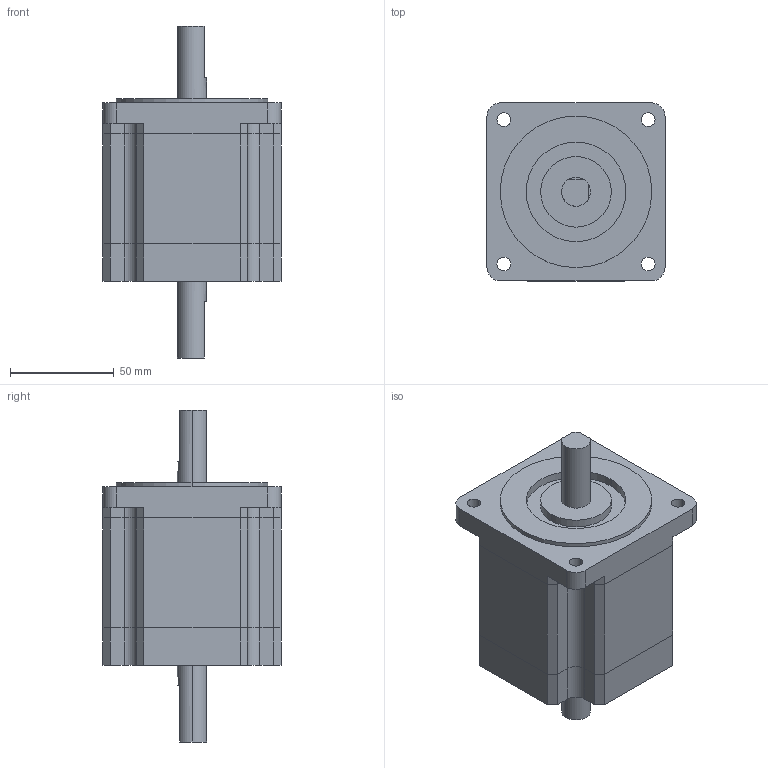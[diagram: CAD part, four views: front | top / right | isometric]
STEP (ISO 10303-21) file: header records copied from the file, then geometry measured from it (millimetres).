
FILE_DESCRIPTION (( 'STEP AP214' ), '1' );
FILE_NAME ('PF49901B.STEP', '2014-02-27T09:24:19', ( 'j' ), ( '' ), 'SwSTEP 2.0', 'SolidWorks 2011', '' );
FILE_SCHEMA (( 'AUTOMOTIVE_DESIGN' ));
Length unit declared in the file: millimetre
Products named in the file (1): PF49901B
Bounding box: 85.8 x 85.8 x 160 mm (x, y, z)
Volume: 564641.5 mm3; surface area: 73482 mm2
Topology: 4 solids, 4 shells, 126 faces, 342 edges, 228 vertices
Faces by surface type: plane 84, cylinder 42
Entity records: 4071 total; most frequent: CARTESIAN_POINT 697, DIRECTION 688, ORIENTED_EDGE 684, EDGE_CURVE 342, VECTOR 250, LINE 250, VERTEX_POINT 228, AXIS2_PLACEMENT_3D 219
